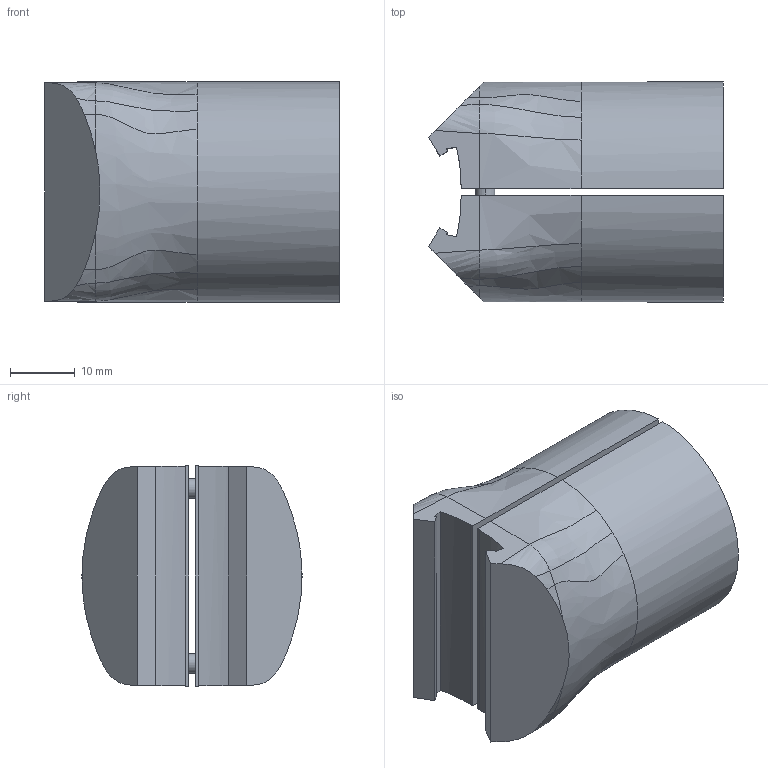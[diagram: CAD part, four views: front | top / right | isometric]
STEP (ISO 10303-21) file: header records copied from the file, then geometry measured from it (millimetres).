
FILE_DESCRIPTION(('STEP AP214'),'1');
FILE_NAME('cctmp_607B319A-1532-4292-92E4-3D16F5FBC1AC_2024_10_29_10_53_19_0668_7240..stp','2024-10-29T09:53:20',('Bosch Rexroth AG'),('CADClick - www.CADClick.com'),'Spatial InterOp 3D',' ','unknown authorization - (Healing Option Enabled)');
FILE_SCHEMA(('AUTOMOTIVE_DESIGN'));
Length unit declared in the file: millimetre
Products named in the file (2): 1; 2
Bounding box: 45.56 x 34 x 34 mm (x, y, z)
Volume: 24393.6 mm3; surface area: 10322.2 mm2
Topology: 2 solids, 2 shells, 66 faces, 162 edges, 104 vertices
Faces by surface type: bspline 26, plane 24, cylinder 16
Entity records: 7739 total; most frequent: CARTESIAN_POINT 5820, ORIENTED_EDGE 324, DIRECTION 204, EDGE_CURVE 162, VERTEX_POINT 104, AXIS2_PLACEMENT_3D 72, EDGE_LOOP 70, STYLED_ITEM 68
